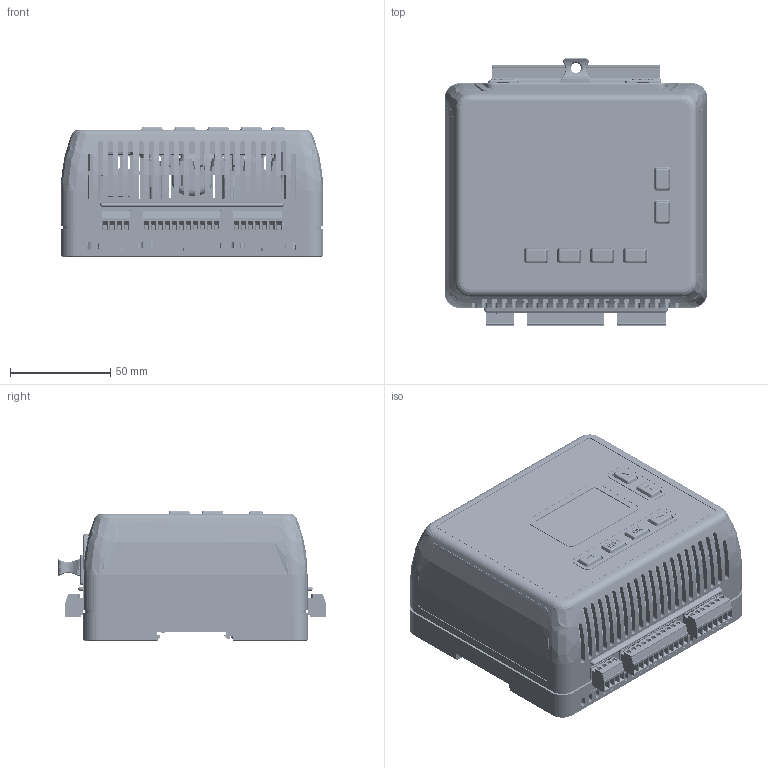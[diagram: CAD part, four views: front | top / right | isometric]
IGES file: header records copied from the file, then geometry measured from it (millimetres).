
Start section:  PTC IGES file: 146209.igs
Global section: file name: 146209.igs; native system: Pro/ENGINEER by Parametric Technology Corporation; preprocessor: 2006170; author: banengservice; organization: Unknown; date: 20090410.140219; units: inch
Bounding box: 131.07 x 133.77 x 64.86 mm (x, y, z)
Volume: 265904.2 mm3; surface area: 262403.3 mm2
Topology: 1 solids, 1 shells, 11876 faces, 32636 edges, 20895 vertices
Faces by surface type: bspline 8795, revolution 3027, extrusion 54
